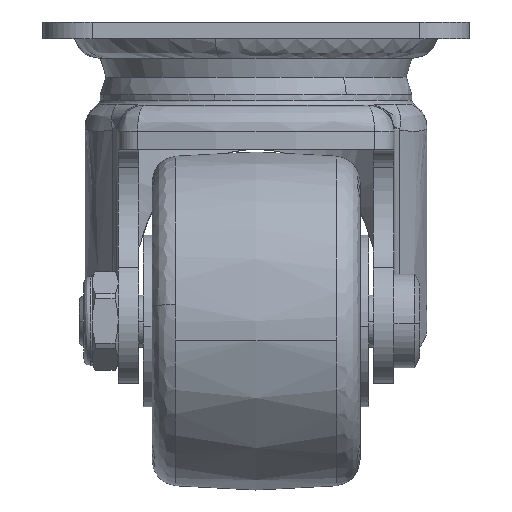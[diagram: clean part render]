
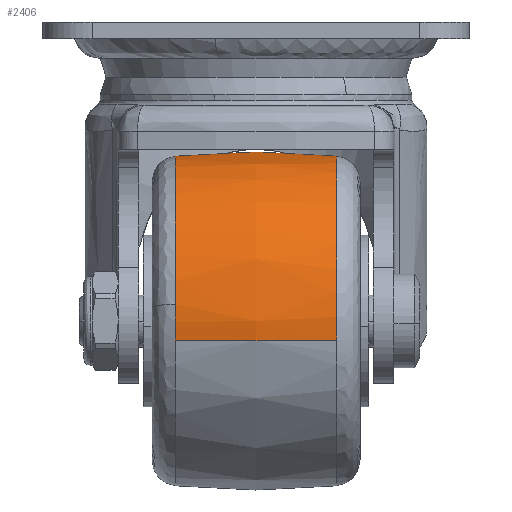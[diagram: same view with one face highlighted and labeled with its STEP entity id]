
A CAD part, left-side view. The second image highlights one B-rep face of the part: STEP entity #2406.
In plain terms, the highlighted free-form (B-spline) face has degree [2, 2] with [3, 9] control points.
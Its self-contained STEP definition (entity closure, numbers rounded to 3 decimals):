
#1917=CARTESIAN_POINT('',(30.957,15.517,-64.301));
#1918=VERTEX_POINT('',#1917);
#1932=CARTESIAN_POINT('',(0.0,15.517,-89.195));
#1933=VERTEX_POINT('',#1932);
#1934=CARTESIAN_POINT('',(30.957,15.517,-64.301));
#1935=CARTESIAN_POINT('',(25.488,15.517,-89.195));
#1936=CARTESIAN_POINT('',(0.0,15.517,-89.195));
#1944=(BOUNDED_CURVE()B_SPLINE_CURVE(2,(#1934,#1935,#1936),.UNSPECIFIED.,.F.,.U.)B_SPLINE_CURVE_WITH_KNOTS((3,3),(0.287,0.5),.UNSPECIFIED.)CURVE()GEOMETRIC_REPRESENTATION_ITEM()RATIONAL_B_SPLINE_CURVE((0.927,0.75,1.0))REPRESENTATION_ITEM(''));
#1945=EDGE_CURVE('',#1918,#1933,#1944,.T.);
#1947=CARTESIAN_POINT('',(-31.483,15.517,-61.16));
#1948=VERTEX_POINT('',#1947);
#1962=CARTESIAN_POINT('',(-31.535,15.517,-54.319));
#1963=VERTEX_POINT('',#1962);
#1964=CARTESIAN_POINT('',(-31.483,15.517,-61.16));
#1965=CARTESIAN_POINT('',(-31.695,15.517,-59.336));
#1966=CARTESIAN_POINT('',(-31.695,15.517,-57.5));
#1967=CARTESIAN_POINT('',(-31.695,15.517,-55.905));
#1968=CARTESIAN_POINT('',(-31.535,15.517,-54.319));
#1976=(BOUNDED_CURVE()B_SPLINE_CURVE(2,(#1964,#1965,#1966,#1967,#1968),.UNSPECIFIED.,.F.,.U.)B_SPLINE_CURVE_WITH_KNOTS((3,2,3),(0.73,0.75,0.767),.UNSPECIFIED.)CURVE()GEOMETRIC_REPRESENTATION_ITEM()RATIONAL_B_SPLINE_CURVE((0.957,0.977,1.0,0.98,0.962))REPRESENTATION_ITEM(''));
#1977=EDGE_CURVE('',#1948,#1963,#1976,.T.);
#2072=CARTESIAN_POINT('',(0.0,15.517,-25.805));
#2073=VERTEX_POINT('',#2072);
#2074=CARTESIAN_POINT('',(-31.535,15.517,-54.319));
#2075=CARTESIAN_POINT('',(-28.659,15.517,-25.805));
#2076=CARTESIAN_POINT('',(0.0,15.517,-25.805));
#2084=(BOUNDED_CURVE()B_SPLINE_CURVE(2,(#2074,#2075,#2076),.UNSPECIFIED.,.F.,.U.)B_SPLINE_CURVE_WITH_KNOTS((3,3),(0.767,1.0),.UNSPECIFIED.)CURVE()GEOMETRIC_REPRESENTATION_ITEM()RATIONAL_B_SPLINE_CURVE((0.962,0.728,1.0))REPRESENTATION_ITEM(''));
#2085=EDGE_CURVE('',#1963,#2073,#2084,.T.);
#2087=CARTESIAN_POINT('',(0.0,15.517,-25.805));
#2088=CARTESIAN_POINT('',(31.695,15.517,-25.805));
#2089=CARTESIAN_POINT('',(31.695,15.517,-57.5));
#2090=CARTESIAN_POINT('',(31.695,15.517,-60.941));
#2091=CARTESIAN_POINT('',(30.957,15.517,-64.301));
#2099=(BOUNDED_CURVE()B_SPLINE_CURVE(2,(#2087,#2088,#2089,#2090,#2091),.UNSPECIFIED.,.F.,.U.)B_SPLINE_CURVE_WITH_KNOTS((3,2,3),(0.0,0.25,0.287),.UNSPECIFIED.)CURVE()GEOMETRIC_REPRESENTATION_ITEM()RATIONAL_B_SPLINE_CURVE((1.0,0.707,1.0,0.957,0.927))REPRESENTATION_ITEM(''));
#2100=EDGE_CURVE('',#2073,#1918,#2099,.T.);
#2141=CARTESIAN_POINT('',(11.223,-15.517,-87.142));
#2142=VERTEX_POINT('',#2141);
#2143=CARTESIAN_POINT('',(0.0,-15.517,-89.195));
#2144=VERTEX_POINT('',#2143);
#2145=CARTESIAN_POINT('',(11.223,-15.517,-87.142));
#2146=CARTESIAN_POINT('',(5.8,-15.517,-89.195));
#2147=CARTESIAN_POINT('',(0.0,-15.517,-89.195));
#2155=(BOUNDED_CURVE()B_SPLINE_CURVE(2,(#2145,#2146,#2147),.UNSPECIFIED.,.F.,.U.)B_SPLINE_CURVE_WITH_KNOTS((3,3),(0.44,0.5),.UNSPECIFIED.)CURVE()GEOMETRIC_REPRESENTATION_ITEM()RATIONAL_B_SPLINE_CURVE((0.893,0.93,1.0))REPRESENTATION_ITEM(''));
#2156=EDGE_CURVE('',#2142,#2144,#2155,.T.);
#2220=CARTESIAN_POINT('',(31.445,-15.517,-53.528));
#2221=VERTEX_POINT('',#2220);
#2235=CARTESIAN_POINT('',(0.0,-15.517,-25.805));
#2236=VERTEX_POINT('',#2235);
#2237=CARTESIAN_POINT('',(0.0,-15.517,-25.805));
#2238=CARTESIAN_POINT('',(27.943,-15.517,-25.805));
#2239=CARTESIAN_POINT('',(31.445,-15.517,-53.528));
#2247=(BOUNDED_CURVE()B_SPLINE_CURVE(2,(#2237,#2238,#2239),.UNSPECIFIED.,.F.,.U.)B_SPLINE_CURVE_WITH_KNOTS((3,3),(0.0,0.228),.UNSPECIFIED.)CURVE()GEOMETRIC_REPRESENTATION_ITEM()RATIONAL_B_SPLINE_CURVE((1.0,0.733,0.954))REPRESENTATION_ITEM(''));
#2248=EDGE_CURVE('',#2236,#2221,#2247,.T.);
#2250=CARTESIAN_POINT('',(-31.483,-15.517,-61.16));
#2251=VERTEX_POINT('',#2250);
#2252=CARTESIAN_POINT('',(-31.483,-15.517,-61.16));
#2253=CARTESIAN_POINT('',(-31.695,-15.517,-59.336));
#2254=CARTESIAN_POINT('',(-31.695,-15.517,-57.5));
#2255=CARTESIAN_POINT('',(-31.695,-15.517,-25.805));
#2256=CARTESIAN_POINT('',(0.0,-15.517,-25.805));
#2264=(BOUNDED_CURVE()B_SPLINE_CURVE(2,(#2252,#2253,#2254,#2255,#2256),.UNSPECIFIED.,.F.,.U.)B_SPLINE_CURVE_WITH_KNOTS((3,2,3),(0.73,0.75,1.0),.UNSPECIFIED.)CURVE()GEOMETRIC_REPRESENTATION_ITEM()RATIONAL_B_SPLINE_CURVE((0.957,0.977,1.0,0.707,1.0))REPRESENTATION_ITEM(''));
#2265=EDGE_CURVE('',#2251,#2236,#2264,.T.);
#2300=CARTESIAN_POINT('',(31.445,-15.517,-53.528));
#2301=CARTESIAN_POINT('',(31.695,-15.517,-55.506));
#2302=CARTESIAN_POINT('',(31.695,-15.517,-57.5));
#2303=CARTESIAN_POINT('',(31.695,-15.517,-79.39));
#2304=CARTESIAN_POINT('',(11.223,-15.517,-87.142));
#2312=(BOUNDED_CURVE()B_SPLINE_CURVE(2,(#2300,#2301,#2302,#2303,#2304),.UNSPECIFIED.,.F.,.U.)B_SPLINE_CURVE_WITH_KNOTS((3,2,3),(0.228,0.25,0.44),.UNSPECIFIED.)CURVE()GEOMETRIC_REPRESENTATION_ITEM()RATIONAL_B_SPLINE_CURVE((0.954,0.975,1.0,0.778,0.893))REPRESENTATION_ITEM(''));
#2313=EDGE_CURVE('',#2221,#2142,#2312,.T.);
#2335=CARTESIAN_POINT('',(-31.316,17.058,-61.14));
#2336=CARTESIAN_POINT('',(-33.255,0.,-61.366));
#2337=CARTESIAN_POINT('',(-31.316,-17.058,-61.14));
#2338=CARTESIAN_POINT('',(-31.527,17.058,-59.326));
#2339=CARTESIAN_POINT('',(-33.479,0.,-59.439));
#2340=CARTESIAN_POINT('',(-31.527,-17.058,-59.326));
#2341=CARTESIAN_POINT('',(-31.527,17.058,-57.5));
#2342=CARTESIAN_POINT('',(-33.479,0.,-57.5));
#2343=CARTESIAN_POINT('',(-31.527,-17.058,-57.5));
#2344=CARTESIAN_POINT('',(-31.527,17.058,-25.973));
#2345=CARTESIAN_POINT('',(-33.479,0.,-24.021));
#2346=CARTESIAN_POINT('',(-31.527,-17.058,-25.973));
#2347=CARTESIAN_POINT('',(0.0,17.058,-25.973));
#2348=CARTESIAN_POINT('',(0.0,0.,-24.021));
#2349=CARTESIAN_POINT('',(0.0,-17.058,-25.973));
#2350=CARTESIAN_POINT('',(31.527,17.058,-25.973));
#2351=CARTESIAN_POINT('',(33.479,0.,-24.021));
#2352=CARTESIAN_POINT('',(31.527,-17.058,-25.973));
#2353=CARTESIAN_POINT('',(31.527,17.058,-57.5));
#2354=CARTESIAN_POINT('',(33.479,0.,-57.5));
#2355=CARTESIAN_POINT('',(31.527,-17.058,-57.5));
#2356=CARTESIAN_POINT('',(31.527,17.058,-89.027));
#2357=CARTESIAN_POINT('',(33.479,0.,-90.979));
#2358=CARTESIAN_POINT('',(31.527,-17.058,-89.027));
#2359=CARTESIAN_POINT('',(0.0,17.058,-89.027));
#2360=CARTESIAN_POINT('',(0.0,0.,-90.979));
#2361=CARTESIAN_POINT('',(0.0,-17.058,-89.027));
#2369=(BOUNDED_SURFACE()B_SPLINE_SURFACE(2,2,((#2335,#2338,#2341,#2344,#2347,#2350,#2353,#2356,#2359),(#2336,#2339,#2342,#2345,#2348,#2351,#2354,#2357,#2360),(#2337,#2340,#2343,#2346,#2349,#2352,#2355,#2358,#2361)),.UNSPECIFIED.,.F.,.F.,.U.)B_SPLINE_SURFACE_WITH_KNOTS((3,3),(3,2,2,2,3),(0.0,34.227),(0.0,4.308,58.156,112.003,165.851),.UNSPECIFIED.)GEOMETRIC_REPRESENTATION_ITEM()RATIONAL_B_SPLINE_SURFACE(((0.856,0.874,0.895,0.633,0.895,0.633,0.895,0.633,0.895),(0.85,0.868,0.889,0.628,0.889,0.628,0.889,0.628,0.889),(0.856,0.874,0.895,0.633,0.895,0.633,0.895,0.633,0.895)))REPRESENTATION_ITEM('')SURFACE());
#2370=ORIENTED_EDGE('',*,*,#2085,.F.);
#2371=ORIENTED_EDGE('',*,*,#1977,.F.);
#2372=CARTESIAN_POINT('',(-31.483,15.517,-61.16));
#2373=CARTESIAN_POINT('',(-33.086,0.,-61.346));
#2374=CARTESIAN_POINT('',(-31.483,-15.517,-61.16));
#2382=(BOUNDED_CURVE()B_SPLINE_CURVE(2,(#2372,#2373,#2374),.UNSPECIFIED.,.F.,.U.)B_SPLINE_CURVE_WITH_KNOTS((3,3),(0.426,0.574),.UNSPECIFIED.)CURVE()GEOMETRIC_REPRESENTATION_ITEM()RATIONAL_B_SPLINE_CURVE((0.856,0.851,0.856))REPRESENTATION_ITEM(''));
#2383=EDGE_CURVE('',#1948,#2251,#2382,.T.);
#2384=ORIENTED_EDGE('',*,*,#2383,.T.);
#2385=ORIENTED_EDGE('',*,*,#2265,.T.);
#2386=ORIENTED_EDGE('',*,*,#2248,.T.);
#2387=ORIENTED_EDGE('',*,*,#2313,.T.);
#2388=ORIENTED_EDGE('',*,*,#2156,.T.);
#2389=CARTESIAN_POINT('',(0.0,15.517,-89.195));
#2390=CARTESIAN_POINT('',(0.0,0.,-90.809));
#2391=CARTESIAN_POINT('',(0.0,-15.517,-89.195));
#2399=(BOUNDED_CURVE()B_SPLINE_CURVE(2,(#2389,#2390,#2391),.UNSPECIFIED.,.F.,.U.)B_SPLINE_CURVE_WITH_KNOTS((3,3),(0.426,0.574),.UNSPECIFIED.)CURVE()GEOMETRIC_REPRESENTATION_ITEM()RATIONAL_B_SPLINE_CURVE((0.894,0.889,0.894))REPRESENTATION_ITEM(''));
#2400=EDGE_CURVE('',#1933,#2144,#2399,.T.);
#2401=ORIENTED_EDGE('',*,*,#2400,.F.);
#2402=ORIENTED_EDGE('',*,*,#1945,.F.);
#2403=ORIENTED_EDGE('',*,*,#2100,.F.);
#2404=EDGE_LOOP('',(#2370,#2371,#2384,#2385,#2386,#2387,#2388,#2401,#2402,#2403));
#2405=FACE_OUTER_BOUND('',#2404,.T.);
#2406=ADVANCED_FACE('',(#2405),#2369,.T.);
